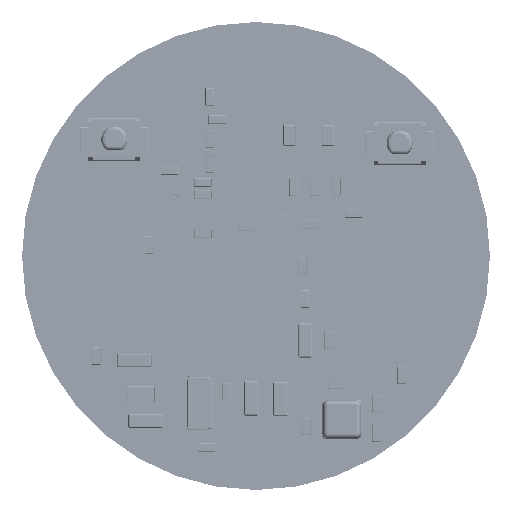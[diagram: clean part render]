
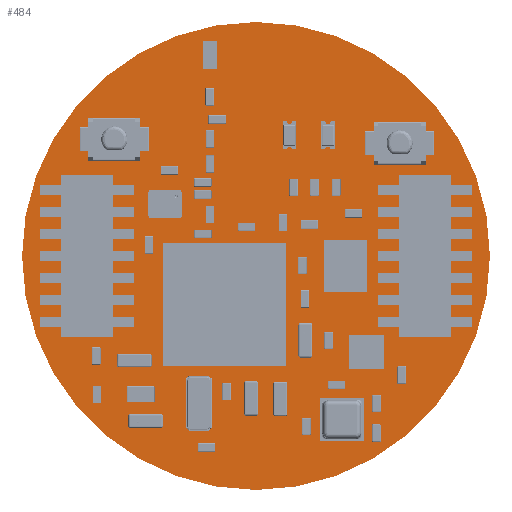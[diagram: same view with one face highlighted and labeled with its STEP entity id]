
A CAD part, top view. The second image highlights one B-rep face of the part: STEP entity #484.
In plain terms, the highlighted planar face has unit normal (0, 0, 1).
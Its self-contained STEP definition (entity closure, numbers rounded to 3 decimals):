
#391 = VERTEX_POINT('',#392);
#392 = CARTESIAN_POINT('',(13.5,0.,1.612));
#399 = CYLINDRICAL_SURFACE('',#400,13.5);
#400 = AXIS2_PLACEMENT_3D('',#401,#402,#403);
#401 = CARTESIAN_POINT('',(0.,0.,0.));
#402 = DIRECTION('',(0.,0.,-1.));
#403 = DIRECTION('',(1.,0.,0.));
#418 = EDGE_CURVE('',#391,#391,#419,.T.);
#419 = SURFACE_CURVE('',#420,(#425,#432),.PCURVE_S1.);
#420 = CIRCLE('',#421,13.5);
#421 = AXIS2_PLACEMENT_3D('',#422,#423,#424);
#422 = CARTESIAN_POINT('',(0.,0.,1.612));
#423 = DIRECTION('',(0.,0.,1.));
#424 = DIRECTION('',(1.,0.,0.));
#425 = PCURVE('',#399,#426);
#426 = DEFINITIONAL_REPRESENTATION('',(#427),#431);
#427 = LINE('',#428,#429);
#428 = CARTESIAN_POINT('',(0.,-1.612));
#429 = VECTOR('',#430,1.);
#430 = DIRECTION('',(-1.,0.));
#431 = ( GEOMETRIC_REPRESENTATION_CONTEXT(2) 
PARAMETRIC_REPRESENTATION_CONTEXT() REPRESENTATION_CONTEXT('2D SPACE',''
  ) );
#432 = PCURVE('',#433,#438);
#433 = PLANE('',#434);
#434 = AXIS2_PLACEMENT_3D('',#435,#436,#437);
#435 = CARTESIAN_POINT('',(13.5,0.,1.612));
#436 = DIRECTION('',(0.,0.,-1.));
#437 = DIRECTION('',(-1.,0.,0.));
#438 = DEFINITIONAL_REPRESENTATION('',(#439),#447);
#439 = ( BOUNDED_CURVE() B_SPLINE_CURVE(2,(#440,#441,#442,#443,#444,#445
,#446),.UNSPECIFIED.,.F.,.F.) B_SPLINE_CURVE_WITH_KNOTS((1,2,2,2,2,1),(
    -2.094,0.,2.094,4.189,6.283,
8.378),.UNSPECIFIED.) CURVE() GEOMETRIC_REPRESENTATION_ITEM() 
RATIONAL_B_SPLINE_CURVE((1.,0.5,1.,0.5,1.,0.5,1.)) REPRESENTATION_ITEM(
  '') );
#440 = CARTESIAN_POINT('',(0.,0.));
#441 = CARTESIAN_POINT('',(0.,23.383));
#442 = CARTESIAN_POINT('',(20.25,11.691));
#443 = CARTESIAN_POINT('',(40.5,0.));
#444 = CARTESIAN_POINT('',(20.25,-11.691));
#445 = CARTESIAN_POINT('',(0.,-23.383));
#446 = CARTESIAN_POINT('',(0.,0.));
#447 = ( GEOMETRIC_REPRESENTATION_CONTEXT(2) 
PARAMETRIC_REPRESENTATION_CONTEXT() REPRESENTATION_CONTEXT('2D SPACE',''
  ) );
#484 = ADVANCED_FACE('',(#485),#433,.F.);
#485 = FACE_BOUND('',#486,.T.);
#486 = EDGE_LOOP('',(#487));
#487 = ORIENTED_EDGE('',*,*,#418,.T.);
